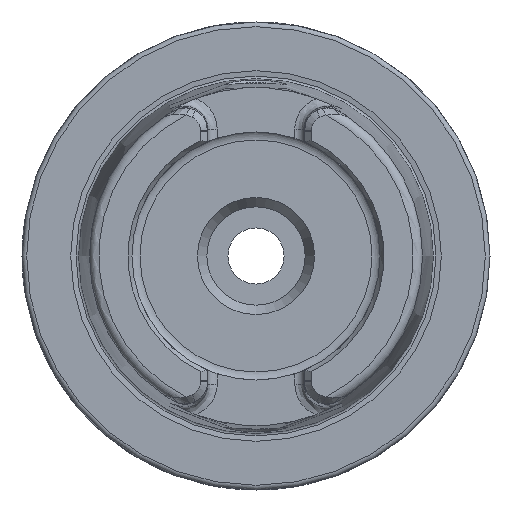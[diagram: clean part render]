
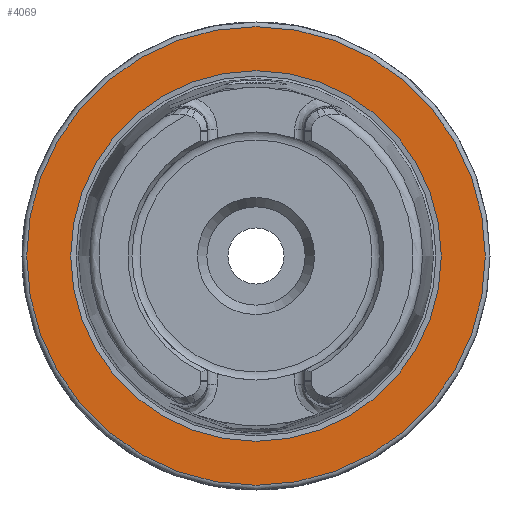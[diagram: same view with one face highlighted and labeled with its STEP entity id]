
A CAD part, left-side view. The second image highlights one B-rep face of the part: STEP entity #4069.
In plain terms, the highlighted planar face has unit normal (-1, 0, 0).
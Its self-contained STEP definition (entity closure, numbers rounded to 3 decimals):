
#104=FACE_BOUND('',#801,.T.);
#324=PLANE('',#4433);
#565=FACE_OUTER_BOUND('',#800,.T.);
#800=EDGE_LOOP('',(#3550,#3551));
#801=EDGE_LOOP('',(#3552,#3553));
#1478=CIRCLE('',#4431,39.587);
#1479=CIRCLE('',#4432,39.587);
#1480=CIRCLE('',#4434,49.);
#1481=CIRCLE('',#4435,49.);
#1863=VERTEX_POINT('',#9971);
#1864=VERTEX_POINT('',#9973);
#1865=VERTEX_POINT('',#9977);
#1866=VERTEX_POINT('',#9978);
#2449=EDGE_CURVE('',#1864,#1863,#1478,.T.);
#2450=EDGE_CURVE('',#1863,#1864,#1479,.T.);
#2451=EDGE_CURVE('',#1865,#1866,#1480,.T.);
#2452=EDGE_CURVE('',#1866,#1865,#1481,.T.);
#3550=ORIENTED_EDGE('',*,*,#2451,.F.);
#3551=ORIENTED_EDGE('',*,*,#2452,.F.);
#3552=ORIENTED_EDGE('',*,*,#2449,.T.);
#3553=ORIENTED_EDGE('',*,*,#2450,.T.);
#4069=ADVANCED_FACE('',(#565,#104),#324,.T.);
#4431=AXIS2_PLACEMENT_3D('',#9974,#5284,#5285);
#4432=AXIS2_PLACEMENT_3D('',#9975,#5286,#5287);
#4433=AXIS2_PLACEMENT_3D('',#9976,#5288,#5289);
#4434=AXIS2_PLACEMENT_3D('',#9979,#5290,#5291);
#4435=AXIS2_PLACEMENT_3D('',#9980,#5292,#5293);
#5284=DIRECTION('center_axis',(1.,0.,0.));
#5285=DIRECTION('ref_axis',(0.,0.,-1.));
#5286=DIRECTION('center_axis',(1.,0.,0.));
#5287=DIRECTION('ref_axis',(0.,0.,-1.));
#5288=DIRECTION('center_axis',(-1.,0.,0.));
#5289=DIRECTION('ref_axis',(0.,0.,1.));
#5290=DIRECTION('center_axis',(1.,0.,0.));
#5291=DIRECTION('ref_axis',(0.,0.,-1.));
#5292=DIRECTION('center_axis',(1.,0.,0.));
#5293=DIRECTION('ref_axis',(0.,0.,-1.));
#9971=CARTESIAN_POINT('',(0.,-39.587,0.));
#9973=CARTESIAN_POINT('',(0.,39.587,0.));
#9974=CARTESIAN_POINT('Origin',(0.,0.,0.));
#9975=CARTESIAN_POINT('Origin',(0.,0.,0.));
#9976=CARTESIAN_POINT('Origin',(0.,49.,
0.));
#9977=CARTESIAN_POINT('',(0.,49.,0.));
#9978=CARTESIAN_POINT('',(0.,0.,49.));
#9979=CARTESIAN_POINT('Origin',(0.,0.,0.));
#9980=CARTESIAN_POINT('Origin',(0.,0.,0.));
